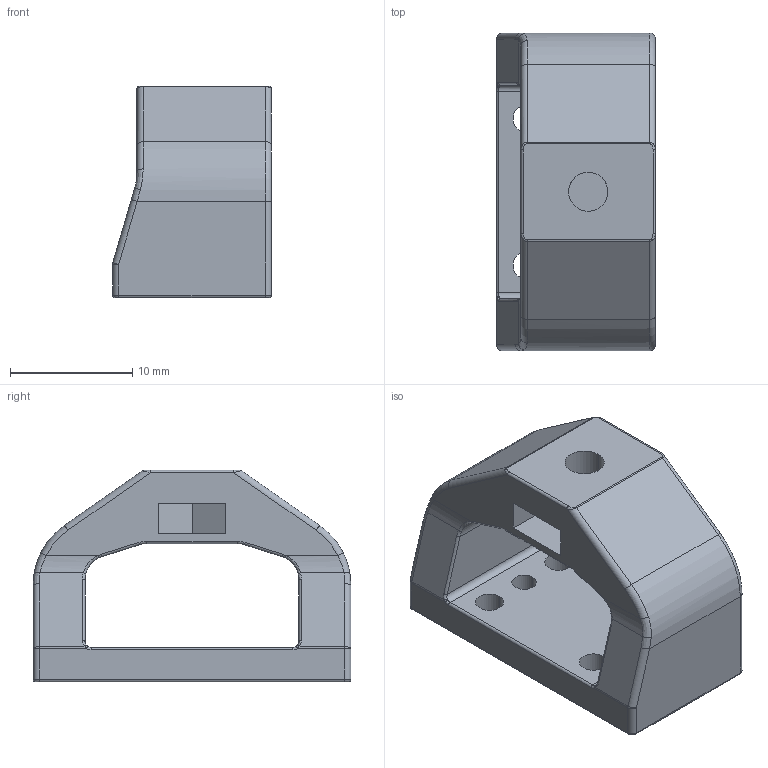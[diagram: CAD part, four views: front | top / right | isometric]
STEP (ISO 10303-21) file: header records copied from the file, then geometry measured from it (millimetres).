
FILE_DESCRIPTION (( 'STEP AP214' ), '1' );
FILE_NAME ('賑輸蟀諉釱.STEP', '2025-03-12T02:23:40', ( 'Microsoft' ), ( 'Microsoft' ), 'SwSTEP 2.0', 'SolidWorks 2023', '' );
FILE_SCHEMA (( 'AUTOMOTIVE_DESIGN' ));
Length unit declared in the file: millimetre
Products named in the file (1): 滑块连接座
Bounding box: 13 x 26 x 17.3 mm (x, y, z)
Volume: 2739.3 mm3; surface area: 2162.6 mm2
Topology: 1 solids, 1 shells, 123 faces, 295 edges, 172 vertices
Faces by surface type: cylinder 58, plane 23, torus 20, bspline 16, cone 4, sphere 2
Entity records: 3786 total; most frequent: CARTESIAN_POINT 935, DIRECTION 619, ORIENTED_EDGE 586, EDGE_CURVE 293, AXIS2_PLACEMENT_3D 250, VERTEX_POINT 172, CIRCLE 142, EDGE_LOOP 141
